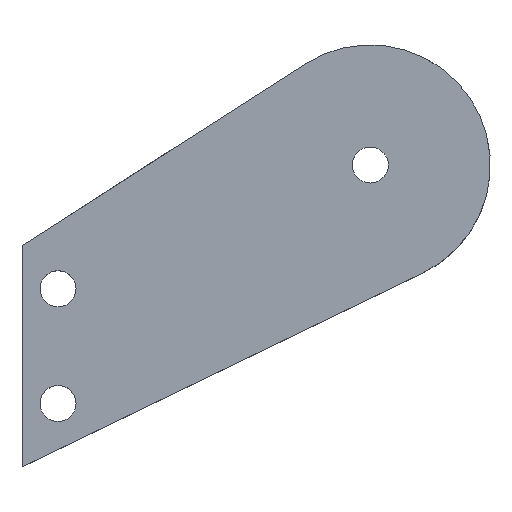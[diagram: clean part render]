
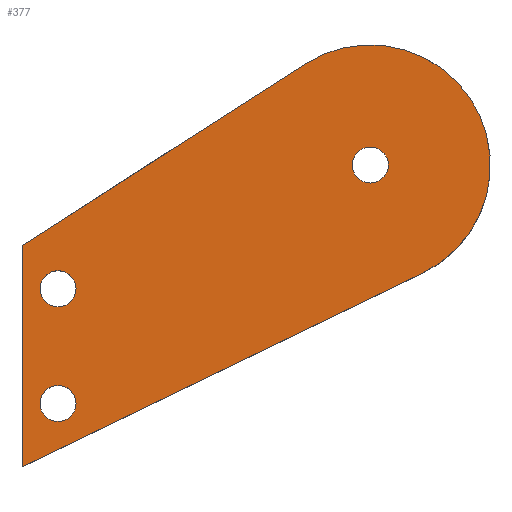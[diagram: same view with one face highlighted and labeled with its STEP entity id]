
A CAD part, top view. The second image highlights one B-rep face of the part: STEP entity #377.
In plain terms, the highlighted planar face has unit normal (0, 0, 1).
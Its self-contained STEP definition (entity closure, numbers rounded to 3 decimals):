
#8 = CARTESIAN_POINT ( 'NONE',  ( 23., 41.298, 27. ) ) ;
#13 = EDGE_CURVE ( 'NONE', #629, #324, #175, .T. ) ;
#18 = CARTESIAN_POINT ( 'NONE',  ( 23., 22.874, 27. ) ) ;
#21 = DIRECTION ( 'NONE',  ( 0., 0., 1. ) ) ;
#26 = FACE_BOUND ( 'NONE', #776, .T. ) ;
#29 = EDGE_CURVE ( 'NONE', #324, #629, #415, .T. ) ;
#38 = DIRECTION ( 'NONE',  ( 1., 0., 0. ) ) ;
#50 = EDGE_CURVE ( 'NONE', #172, #102, #191, .T. ) ;
#67 = VECTOR ( 'NONE', #506, 1000. ) ;
#77 = DIRECTION ( 'NONE',  ( 1., 0., 0. ) ) ;
#83 = DIRECTION ( 'NONE',  ( 1., 0., 0. ) ) ;
#86 = AXIS2_PLACEMENT_3D ( 'NONE', #509, #89, #753 ) ;
#89 = DIRECTION ( 'NONE',  ( 0., 0., 1. ) ) ;
#98 = AXIS2_PLACEMENT_3D ( 'NONE', #268, #21, #83 ) ;
#102 = VERTEX_POINT ( 'NONE', #446 ) ;
#104 = ORIENTED_EDGE ( 'NONE', *, *, #777, .T. ) ;
#105 = CARTESIAN_POINT ( 'NONE',  ( 23., 41.298, 27. ) ) ;
#108 = EDGE_CURVE ( 'NONE', #260, #761, #755, .T. ) ;
#109 = AXIS2_PLACEMENT_3D ( 'NONE', #269, #320, #754 ) ;
#118 = EDGE_CURVE ( 'NONE', #488, #401, #730, .T. ) ;
#124 = DIRECTION ( 'NONE',  ( 0., 0., 1. ) ) ;
#130 = CARTESIAN_POINT ( 'NONE',  ( 52., 48., 27. ) ) ;
#136 = ORIENTED_EDGE ( 'NONE', *, *, #108, .F. ) ;
#137 = CIRCLE ( 'NONE', #482, 1.5 ) ;
#141 = DIRECTION ( 'NONE',  ( 1., 0., 0. ) ) ;
#169 = VERTEX_POINT ( 'NONE', #211 ) ;
#172 = VERTEX_POINT ( 'NONE', #345 ) ;
#175 = CIRCLE ( 'NONE', #420, 1.5 ) ;
#176 = CARTESIAN_POINT ( 'NONE',  ( 27.5, 28.143, 27. ) ) ;
#190 = DIRECTION ( 'NONE',  ( -0.842, -0.539, 0. ) ) ;
#191 = LINE ( 'NONE', #18, #67 ) ;
#194 = LINE ( 'NONE', #746, #276 ) ;
#195 = CARTESIAN_POINT ( 'NONE',  ( 26., 28.143, 27. ) ) ;
#196 = ORIENTED_EDGE ( 'NONE', *, *, #118, .F. ) ;
#210 = AXIS2_PLACEMENT_3D ( 'NONE', #250, #497, #38 ) ;
#211 = CARTESIAN_POINT ( 'NONE',  ( 46.606, 56.42, 27. ) ) ;
#230 = EDGE_LOOP ( 'NONE', ( #196, #298 ) ) ;
#249 = DIRECTION ( 'NONE',  ( 0., -1., 0. ) ) ;
#250 = CARTESIAN_POINT ( 'NONE',  ( 26., 37.698, 27. ) ) ;
#254 = CARTESIAN_POINT ( 'NONE',  ( 50.5, 48., 27. ) ) ;
#260 = VERTEX_POINT ( 'NONE', #771 ) ;
#268 = CARTESIAN_POINT ( 'NONE',  ( 52., 48., 27. ) ) ;
#269 = CARTESIAN_POINT ( 'NONE',  ( 26., 28.143, 27. ) ) ;
#276 = VECTOR ( 'NONE', #190, 1000. ) ;
#298 = ORIENTED_EDGE ( 'NONE', *, *, #671, .F. ) ;
#301 = LINE ( 'NONE', #8, #733 ) ;
#302 = VERTEX_POINT ( 'NONE', #105 ) ;
#307 = EDGE_CURVE ( 'NONE', #761, #260, #468, .T. ) ;
#311 = AXIS2_PLACEMENT_3D ( 'NONE', #368, #699, #141 ) ;
#320 = DIRECTION ( 'NONE',  ( 0., 0., 1. ) ) ;
#324 = VERTEX_POINT ( 'NONE', #176 ) ;
#345 = CARTESIAN_POINT ( 'NONE',  ( 23., 22.874, 27. ) ) ;
#348 = ORIENTED_EDGE ( 'NONE', *, *, #50, .T. ) ;
#368 = CARTESIAN_POINT ( 'NONE',  ( 52., 48., 27. ) ) ;
#377 = ADVANCED_FACE ( 'NONE', ( #769, #26, #579, #705 ), #505, .T. ) ;
#390 = CARTESIAN_POINT ( 'NONE',  ( 24.5, 37.698, 27. ) ) ;
#401 = VERTEX_POINT ( 'NONE', #390 ) ;
#403 = ORIENTED_EDGE ( 'NONE', *, *, #13, .F. ) ;
#405 = EDGE_CURVE ( 'NONE', #102, #169, #587, .T. ) ;
#415 = CIRCLE ( 'NONE', #109, 1.5 ) ;
#420 = AXIS2_PLACEMENT_3D ( 'NONE', #195, #707, #77 ) ;
#443 = ORIENTED_EDGE ( 'NONE', *, *, #405, .T. ) ;
#446 = CARTESIAN_POINT ( 'NONE',  ( 56.352, 38.997, 27. ) ) ;
#456 = AXIS2_PLACEMENT_3D ( 'NONE', #130, #567, #478 ) ;
#468 = CIRCLE ( 'NONE', #456, 1.5 ) ;
#469 = CARTESIAN_POINT ( 'NONE',  ( 24.5, 28.143, 27. ) ) ;
#478 = DIRECTION ( 'NONE',  ( 1., 0., 0. ) ) ;
#482 = AXIS2_PLACEMENT_3D ( 'NONE', #743, #124, #495 ) ;
#488 = VERTEX_POINT ( 'NONE', #498 ) ;
#495 = DIRECTION ( 'NONE',  ( 1., 0., 0. ) ) ;
#497 = DIRECTION ( 'NONE',  ( 0., 0., 1. ) ) ;
#498 = CARTESIAN_POINT ( 'NONE',  ( 27.5, 37.698, 27. ) ) ;
#505 = PLANE ( 'NONE',  #98 ) ;
#506 = DIRECTION ( 'NONE',  ( 0.9, 0.435, 0. ) ) ;
#508 = ORIENTED_EDGE ( 'NONE', *, *, #780, .T. ) ;
#509 = CARTESIAN_POINT ( 'NONE',  ( 52., 48., 27. ) ) ;
#558 = ORIENTED_EDGE ( 'NONE', *, *, #29, .F. ) ;
#567 = DIRECTION ( 'NONE',  ( 0., 0., 1. ) ) ;
#579 = FACE_BOUND ( 'NONE', #708, .T. ) ;
#587 = CIRCLE ( 'NONE', #86, 10. ) ;
#597 = ORIENTED_EDGE ( 'NONE', *, *, #307, .F. ) ;
#629 = VERTEX_POINT ( 'NONE', #469 ) ;
#657 = EDGE_LOOP ( 'NONE', ( #443, #508, #104, #348 ) ) ;
#671 = EDGE_CURVE ( 'NONE', #401, #488, #137, .T. ) ;
#699 = DIRECTION ( 'NONE',  ( 0., 0., 1. ) ) ;
#705 = FACE_OUTER_BOUND ( 'NONE', #657, .T. ) ;
#707 = DIRECTION ( 'NONE',  ( 0., 0., 1. ) ) ;
#708 = EDGE_LOOP ( 'NONE', ( #136, #597 ) ) ;
#730 = CIRCLE ( 'NONE', #210, 1.5 ) ;
#733 = VECTOR ( 'NONE', #249, 1000. ) ;
#743 = CARTESIAN_POINT ( 'NONE',  ( 26., 37.698, 27. ) ) ;
#746 = CARTESIAN_POINT ( 'NONE',  ( 46.606, 56.42, 27. ) ) ;
#753 = DIRECTION ( 'NONE',  ( 1., 0., 0. ) ) ;
#754 = DIRECTION ( 'NONE',  ( 1., 0., 0. ) ) ;
#755 = CIRCLE ( 'NONE', #311, 1.5 ) ;
#761 = VERTEX_POINT ( 'NONE', #254 ) ;
#769 = FACE_BOUND ( 'NONE', #230, .T. ) ;
#771 = CARTESIAN_POINT ( 'NONE',  ( 53.5, 48., 27. ) ) ;
#776 = EDGE_LOOP ( 'NONE', ( #558, #403 ) ) ;
#777 = EDGE_CURVE ( 'NONE', #302, #172, #301, .T. ) ;
#780 = EDGE_CURVE ( 'NONE', #169, #302, #194, .T. ) ;
